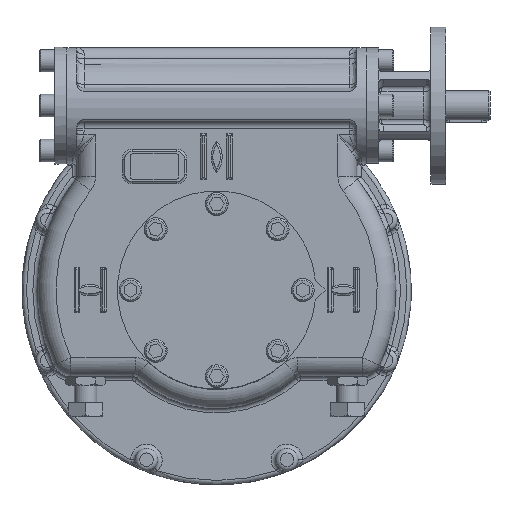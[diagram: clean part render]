
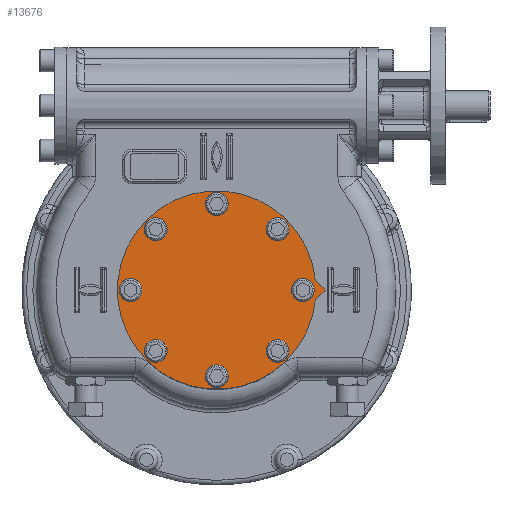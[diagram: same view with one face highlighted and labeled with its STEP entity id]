
A CAD part, top view. The second image highlights one B-rep face of the part: STEP entity #13676.
In plain terms, the highlighted planar face has unit normal (0, 0, 1).
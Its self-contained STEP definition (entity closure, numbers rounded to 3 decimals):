
#1097=LINE('',#31613,#1900);
#1100=LINE('',#31618,#1903);
#1900=VECTOR('',#18330,1000.);
#1903=VECTOR('',#18335,1000.);
#2359=PLANE('',#15365);
#2729=CIRCLE('',#15353,132.5);
#2738=CIRCLE('',#15366,10.5);
#2739=CIRCLE('',#15367,10.5);
#2740=CIRCLE('',#15368,10.5);
#2741=CIRCLE('',#15369,10.5);
#2742=CIRCLE('',#15370,10.5);
#2743=CIRCLE('',#15371,10.5);
#2744=CIRCLE('',#15372,10.5);
#2745=CIRCLE('',#15373,10.5);
#5410=ORIENTED_EDGE('',*,*,#8184,.F.);
#5411=ORIENTED_EDGE('',*,*,#8185,.F.);
#5412=ORIENTED_EDGE('',*,*,#8186,.F.);
#5413=ORIENTED_EDGE('',*,*,#8187,.F.);
#5414=ORIENTED_EDGE('',*,*,#8188,.F.);
#5415=ORIENTED_EDGE('',*,*,#8189,.F.);
#5416=ORIENTED_EDGE('',*,*,#8190,.F.);
#5417=ORIENTED_EDGE('',*,*,#8191,.F.);
#5418=ORIENTED_EDGE('',*,*,#8169,.F.);
#5419=ORIENTED_EDGE('',*,*,#8175,.F.);
#5420=ORIENTED_EDGE('',*,*,#8172,.F.);
#8169=EDGE_CURVE('',#9886,#9887,#2729,.T.);
#8172=EDGE_CURVE('',#9887,#9889,#1097,.T.);
#8175=EDGE_CURVE('',#9889,#9886,#1100,.T.);
#8184=EDGE_CURVE('',#9898,#9898,#2738,.T.);
#8185=EDGE_CURVE('',#9899,#9899,#2739,.T.);
#8186=EDGE_CURVE('',#9900,#9900,#2740,.T.);
#8187=EDGE_CURVE('',#9901,#9901,#2741,.T.);
#8188=EDGE_CURVE('',#9902,#9902,#2742,.T.);
#8189=EDGE_CURVE('',#9903,#9903,#2743,.T.);
#8190=EDGE_CURVE('',#9904,#9904,#2744,.T.);
#8191=EDGE_CURVE('',#9905,#9905,#2745,.T.);
#9886=VERTEX_POINT('',#31606);
#9887=VERTEX_POINT('',#31608);
#9889=VERTEX_POINT('',#31614);
#9898=VERTEX_POINT('',#31638);
#9899=VERTEX_POINT('',#31640);
#9900=VERTEX_POINT('',#31642);
#9901=VERTEX_POINT('',#31644);
#9902=VERTEX_POINT('',#31646);
#9903=VERTEX_POINT('',#31648);
#9904=VERTEX_POINT('',#31650);
#9905=VERTEX_POINT('',#31652);
#11590=EDGE_LOOP('',(#5410));
#11591=EDGE_LOOP('',(#5411));
#11592=EDGE_LOOP('',(#5412));
#11593=EDGE_LOOP('',(#5413));
#11594=EDGE_LOOP('',(#5414));
#11595=EDGE_LOOP('',(#5415));
#11596=EDGE_LOOP('',(#5416));
#11597=EDGE_LOOP('',(#5417));
#11598=EDGE_LOOP('',(#5418,#5419,#5420));
#12679=FACE_BOUND('',#11590,.T.);
#12680=FACE_BOUND('',#11591,.T.);
#12681=FACE_BOUND('',#11592,.T.);
#12682=FACE_BOUND('',#11593,.T.);
#12683=FACE_BOUND('',#11594,.T.);
#12684=FACE_BOUND('',#11595,.T.);
#12685=FACE_BOUND('',#11596,.T.);
#12686=FACE_BOUND('',#11597,.T.);
#12687=FACE_BOUND('',#11598,.T.);
#13676=ADVANCED_FACE('',(#12679,#12680,#12681,#12682,#12683,#12684,#12685,
#12686,#12687),#2359,.F.);
#15353=AXIS2_PLACEMENT_3D('',#31607,#18324,#18325);
#15365=AXIS2_PLACEMENT_3D('',#31636,#18354,#18355);
#15366=AXIS2_PLACEMENT_3D('',#31637,#18356,#18357);
#15367=AXIS2_PLACEMENT_3D('',#31639,#18358,#18359);
#15368=AXIS2_PLACEMENT_3D('',#31641,#18360,#18361);
#15369=AXIS2_PLACEMENT_3D('',#31643,#18362,#18363);
#15370=AXIS2_PLACEMENT_3D('',#31645,#18364,#18365);
#15371=AXIS2_PLACEMENT_3D('',#31647,#18366,#18367);
#15372=AXIS2_PLACEMENT_3D('',#31649,#18368,#18369);
#15373=AXIS2_PLACEMENT_3D('',#31651,#18370,#18371);
#18324=DIRECTION('',(0.,0.,-1.));
#18325=DIRECTION('',(1.,0.,0.));
#18330=DIRECTION('',(0.707,-0.707,0.));
#18335=DIRECTION('',(-0.707,-0.707,0.));
#18354=DIRECTION('',(0.,0.,-1.));
#18355=DIRECTION('',(-1.,0.,0.));
#18356=DIRECTION('',(0.,0.,1.));
#18357=DIRECTION('',(1.,0.,0.));
#18358=DIRECTION('',(0.,0.,1.));
#18359=DIRECTION('',(0.707,-0.707,0.));
#18360=DIRECTION('',(0.,0.,1.));
#18361=DIRECTION('',(0.,-1.,0.));
#18362=DIRECTION('',(0.,0.,1.));
#18363=DIRECTION('',(-0.707,-0.707,0.));
#18364=DIRECTION('',(0.,0.,1.));
#18365=DIRECTION('',(-1.,0.,0.));
#18366=DIRECTION('',(0.,0.,1.));
#18367=DIRECTION('',(-0.707,0.707,0.));
#18368=DIRECTION('',(0.,0.,1.));
#18369=DIRECTION('',(0.,1.,0.));
#18370=DIRECTION('',(0.,0.,1.));
#18371=DIRECTION('',(0.707,0.707,0.));
#31606=CARTESIAN_POINT('',(131.845,-13.155,70.25));
#31607=CARTESIAN_POINT('',(0.,0.,70.25));
#31608=CARTESIAN_POINT('',(131.845,13.155,70.25));
#31613=CARTESIAN_POINT('',(131.845,13.155,70.25));
#31614=CARTESIAN_POINT('',(145.,0.,70.25));
#31618=CARTESIAN_POINT('',(145.,0.,70.25));
#31636=CARTESIAN_POINT('',(0.,0.,70.25));
#31637=CARTESIAN_POINT('',(0.,115.,70.25));
#31638=CARTESIAN_POINT('',(10.5,115.,70.25));
#31639=CARTESIAN_POINT('',(81.317,81.317,70.25));
#31640=CARTESIAN_POINT('',(88.742,73.893,70.25));
#31641=CARTESIAN_POINT('',(115.,0.,70.25));
#31642=CARTESIAN_POINT('',(115.,-10.5,70.25));
#31643=CARTESIAN_POINT('',(81.317,-81.317,70.25));
#31644=CARTESIAN_POINT('',(73.893,-88.742,70.25));
#31645=CARTESIAN_POINT('',(0.,-115.,70.25));
#31646=CARTESIAN_POINT('',(-10.5,-115.,70.25));
#31647=CARTESIAN_POINT('',(-81.317,-81.317,70.25));
#31648=CARTESIAN_POINT('',(-88.742,-73.893,70.25));
#31649=CARTESIAN_POINT('',(-115.,0.,70.25));
#31650=CARTESIAN_POINT('',(-115.,10.5,70.25));
#31651=CARTESIAN_POINT('',(-81.317,81.317,70.25));
#31652=CARTESIAN_POINT('',(-73.893,88.742,70.25));
